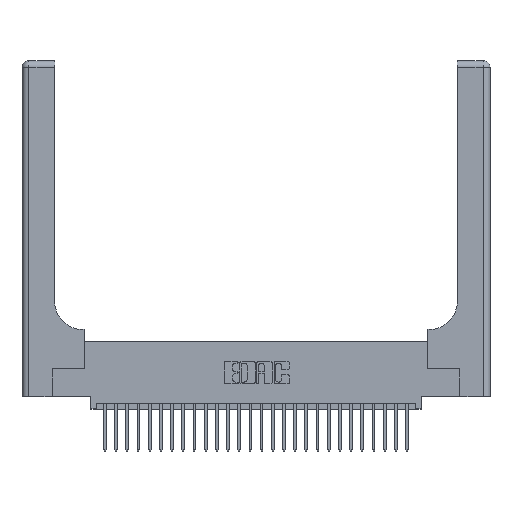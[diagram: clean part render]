
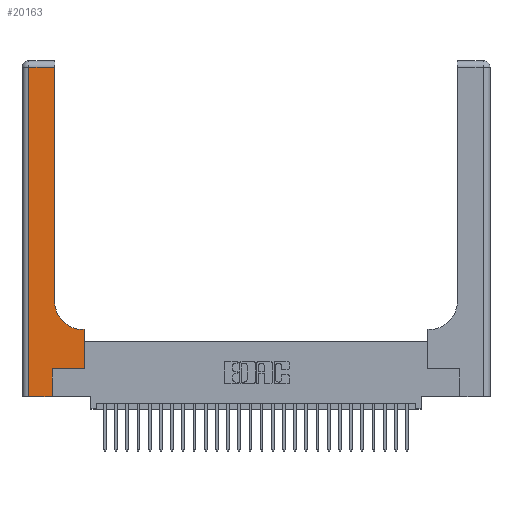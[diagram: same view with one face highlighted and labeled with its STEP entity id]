
A CAD part, top view. The second image highlights one B-rep face of the part: STEP entity #20163.
In plain terms, the highlighted planar face has unit normal (0, 0, 1).
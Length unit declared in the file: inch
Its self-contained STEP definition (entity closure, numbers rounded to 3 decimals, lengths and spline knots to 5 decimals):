
#355 = VECTOR ( 'NONE', #3423, 39.37008 ) ;
#1457 = CARTESIAN_POINT ( 'NONE',  ( 0.06, 0., 0.37 ) ) ;
#1640 = EDGE_CURVE ( 'NONE', #18656, #28755, #26701, .T. ) ;
#2183 = EDGE_CURVE ( 'NONE', #25447, #22642, #23346, .T. ) ;
#2524 = DIRECTION ( 'NONE',  ( -1., 0., 0. ) ) ;
#3125 = CARTESIAN_POINT ( 'NONE',  ( 0.269, 0., 0.37 ) ) ;
#3381 = CARTESIAN_POINT ( 'NONE',  ( 0.5585, 0.6, 0.37 ) ) ;
#3423 = DIRECTION ( 'NONE',  ( 0., 1., 0. ) ) ;
#6137 = VERTEX_POINT ( 'NONE', #6620 ) ;
#6295 = EDGE_CURVE ( 'NONE', #22642, #13926, #17921, .T. ) ;
#6497 = ORIENTED_EDGE ( 'NONE', *, *, #2183, .T. ) ;
#6620 = CARTESIAN_POINT ( 'NONE',  ( 0.5415, 0.6, 0.37 ) ) ;
#7216 = ORIENTED_EDGE ( 'NONE', *, *, #28888, .T. ) ;
#7303 = CARTESIAN_POINT ( 'NONE',  ( 0.269, 0.25, 0.37 ) ) ;
#7438 = PLANE ( 'NONE',  #16823 ) ;
#7534 = CARTESIAN_POINT ( 'NONE',  ( 0., 3., 0.37 ) ) ;
#7567 = DIRECTION ( 'NONE',  ( 0., 0., -1. ) ) ;
#8316 = CARTESIAN_POINT ( 'NONE',  ( 0.06, 2.94, 0.37 ) ) ;
#8619 = VECTOR ( 'NONE', #17152, 39.37008 ) ;
#9193 = VECTOR ( 'NONE', #25895, 39.37008 ) ;
#9427 = VECTOR ( 'NONE', #16569, 39.37008 ) ;
#10690 = LINE ( 'NONE', #25567, #11370 ) ;
#11291 = LINE ( 'NONE', #21552, #9193 ) ;
#11370 = VECTOR ( 'NONE', #14116, 39.37008 ) ;
#11751 = LINE ( 'NONE', #26129, #8619 ) ;
#12209 = DIRECTION ( 'NONE',  ( 1., 0., 0. ) ) ;
#12293 = CARTESIAN_POINT ( 'NONE',  ( 0.2915, 0.85, 0.37 ) ) ;
#13223 = ORIENTED_EDGE ( 'NONE', *, *, #18515, .T. ) ;
#13382 = ORIENTED_EDGE ( 'NONE', *, *, #18376, .T. ) ;
#13628 = VERTEX_POINT ( 'NONE', #7303 ) ;
#13861 = CARTESIAN_POINT ( 'NONE',  ( 0., 2.94, 0.37 ) ) ;
#13926 = VERTEX_POINT ( 'NONE', #8316 ) ;
#14116 = DIRECTION ( 'NONE',  ( 1., 0., 0. ) ) ;
#14354 = VERTEX_POINT ( 'NONE', #3381 ) ;
#16475 = CARTESIAN_POINT ( 'NONE',  ( 0., 0., 0.37 ) ) ;
#16569 = DIRECTION ( 'NONE',  ( 1., 0., 0. ) ) ;
#16577 = DIRECTION ( 'NONE',  ( 0., 0., -1. ) ) ;
#16823 = AXIS2_PLACEMENT_3D ( 'NONE', #7534, #16577, #23291 ) ;
#16862 = CARTESIAN_POINT ( 'NONE',  ( 0.2915, 3., 0.37 ) ) ;
#17152 = DIRECTION ( 'NONE',  ( 0., -1., 0. ) ) ;
#17159 = ORIENTED_EDGE ( 'NONE', *, *, #6295, .T. ) ;
#17411 = ORIENTED_EDGE ( 'NONE', *, *, #18060, .T. ) ;
#17695 = VERTEX_POINT ( 'NONE', #26825 ) ;
#17921 = LINE ( 'NONE', #13861, #21433 ) ;
#18060 = EDGE_CURVE ( 'NONE', #13926, #18656, #11751, .T. ) ;
#18364 = DIRECTION ( 'NONE',  ( -1., 0., 0. ) ) ;
#18376 = EDGE_CURVE ( 'NONE', #14354, #6137, #27967, .T. ) ;
#18515 = EDGE_CURVE ( 'NONE', #6137, #25447, #28314, .T. ) ;
#18569 = CARTESIAN_POINT ( 'NONE',  ( 0.2915, 0.6, 0.37 ) ) ;
#18656 = VERTEX_POINT ( 'NONE', #1457 ) ;
#18825 = CARTESIAN_POINT ( 'NONE',  ( 0.2915, 2.94, 0.37 ) ) ;
#19331 = DIRECTION ( 'NONE',  ( 0., 1., 0. ) ) ;
#19646 = AXIS2_PLACEMENT_3D ( 'NONE', #25706, #7567, #12209 ) ;
#19820 = VECTOR ( 'NONE', #19331, 39.37008 ) ;
#20163 = ADVANCED_FACE ( 'NONE', ( #25851 ), #7438, .F. ) ;
#21433 = VECTOR ( 'NONE', #18364, 39.37008 ) ;
#21481 = ORIENTED_EDGE ( 'NONE', *, *, #1640, .T. ) ;
#21552 = CARTESIAN_POINT ( 'NONE',  ( 0.5585, 0.25, 0.37 ) ) ;
#21765 = EDGE_CURVE ( 'NONE', #28755, #13628, #27913, .T. ) ;
#22642 = VERTEX_POINT ( 'NONE', #18825 ) ;
#22645 = VECTOR ( 'NONE', #2524, 39.37008 ) ;
#23291 = DIRECTION ( 'NONE',  ( -1., 0., 0. ) ) ;
#23346 = LINE ( 'NONE', #16862, #19820 ) ;
#24175 = ORIENTED_EDGE ( 'NONE', *, *, #27479, .T. ) ;
#25447 = VERTEX_POINT ( 'NONE', #12293 ) ;
#25486 = EDGE_LOOP ( 'NONE', ( #6497, #17159, #17411, #21481, #27615, #24175, #7216, #13382, #13223 ) ) ;
#25567 = CARTESIAN_POINT ( 'NONE',  ( 0.269, 0.25, 0.37 ) ) ;
#25706 = CARTESIAN_POINT ( 'NONE',  ( 0.5415, 0.85, 0.37 ) ) ;
#25851 = FACE_OUTER_BOUND ( 'NONE', #25486, .T. ) ;
#25895 = DIRECTION ( 'NONE',  ( 0., 1., 0. ) ) ;
#26129 = CARTESIAN_POINT ( 'NONE',  ( 0.06, 3., 0.37 ) ) ;
#26701 = LINE ( 'NONE', #16475, #9427 ) ;
#26825 = CARTESIAN_POINT ( 'NONE',  ( 0.5585, 0.25, 0.37 ) ) ;
#27357 = CARTESIAN_POINT ( 'NONE',  ( 0.269, 0., 0.37 ) ) ;
#27479 = EDGE_CURVE ( 'NONE', #13628, #17695, #10690, .T. ) ;
#27615 = ORIENTED_EDGE ( 'NONE', *, *, #21765, .T. ) ;
#27913 = LINE ( 'NONE', #3125, #355 ) ;
#27967 = LINE ( 'NONE', #18569, #22645 ) ;
#28314 = CIRCLE ( 'NONE', #19646, 0.25 ) ;
#28755 = VERTEX_POINT ( 'NONE', #27357 ) ;
#28888 = EDGE_CURVE ( 'NONE', #17695, #14354, #11291, .T. ) ;
